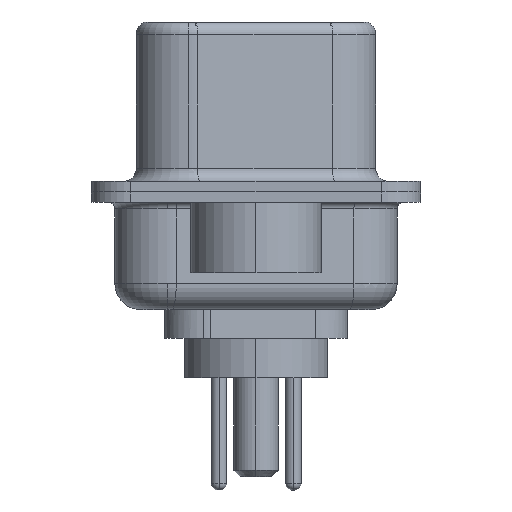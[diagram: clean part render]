
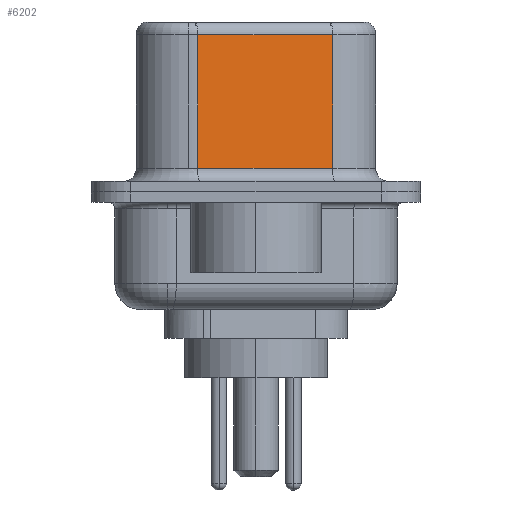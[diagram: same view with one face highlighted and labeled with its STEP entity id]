
A CAD part, left-side view. The second image highlights one B-rep face of the part: STEP entity #6202.
In plain terms, the highlighted planar face has unit normal (-0.985, -0.174, 0).
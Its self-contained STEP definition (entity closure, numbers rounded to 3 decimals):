
#301 = PLANE ( 'NONE',  #9785 ) ;
#1148 = CARTESIAN_POINT ( 'NONE',  ( 4.58, -2.927, 0.9 ) ) ;
#2388 = VERTEX_POINT ( 'NONE', #4089 ) ;
#2887 = VECTOR ( 'NONE', #14240, 1000. ) ;
#3017 = CARTESIAN_POINT ( 'NONE',  ( 3.67, 2.233, 6.52 ) ) ;
#3537 = ORIENTED_EDGE ( 'NONE', *, *, #19857, .T. ) ;
#4089 = CARTESIAN_POINT ( 'NONE',  ( 4.58, -2.927, 6.02 ) ) ;
#4613 = ORIENTED_EDGE ( 'NONE', *, *, #10115, .F. ) ;
#5015 = EDGE_CURVE ( 'NONE', #12916, #20926, #22626, .T. ) ;
#6202 = ADVANCED_FACE ( 'NONE', ( #14192 ), #301, .F. ) ;
#8029 = VECTOR ( 'NONE', #16888, 1000. ) ;
#9785 = AXIS2_PLACEMENT_3D ( 'NONE', #14416, #13449, #13090 ) ;
#10115 = EDGE_CURVE ( 'NONE', #2388, #20926, #21358, .T. ) ;
#10266 = EDGE_LOOP ( 'NONE', ( #4613, #3537, #13824, #16009 ) ) ;
#10892 = CARTESIAN_POINT ( 'NONE',  ( 4.58, -2.927, 6.52 ) ) ;
#11191 = VECTOR ( 'NONE', #20319, 1000. ) ;
#12699 = EDGE_CURVE ( 'NONE', #12841, #12916, #21708, .T. ) ;
#12841 = VERTEX_POINT ( 'NONE', #17264 ) ;
#12916 = VERTEX_POINT ( 'NONE', #20921 ) ;
#13090 = DIRECTION ( 'NONE',  ( -0.174, 0.985, 0. ) ) ;
#13449 = DIRECTION ( 'NONE',  ( 0.985, 0.174, 0. ) ) ;
#13824 = ORIENTED_EDGE ( 'NONE', *, *, #12699, .T. ) ;
#14192 = FACE_OUTER_BOUND ( 'NONE', #10266, .T. ) ;
#14240 = DIRECTION ( 'NONE',  ( 0., 0., -1. ) ) ;
#14416 = CARTESIAN_POINT ( 'NONE',  ( 4.58, -2.927, 6.52 ) ) ;
#14895 = DIRECTION ( 'NONE',  ( 0.174, -0.985, 0. ) ) ;
#16009 = ORIENTED_EDGE ( 'NONE', *, *, #5015, .T. ) ;
#16711 = LINE ( 'NONE', #18569, #11191 ) ;
#16888 = DIRECTION ( 'NONE',  ( 0., 0., -1. ) ) ;
#17264 = CARTESIAN_POINT ( 'NONE',  ( 3.67, 2.233, 6.02 ) ) ;
#17978 = VECTOR ( 'NONE', #14895, 1000. ) ;
#18569 = CARTESIAN_POINT ( 'NONE',  ( 4.58, -2.927, 6.02 ) ) ;
#19857 = EDGE_CURVE ( 'NONE', #2388, #12841, #16711, .T. ) ;
#20319 = DIRECTION ( 'NONE',  ( -0.174, 0.985, 0. ) ) ;
#20921 = CARTESIAN_POINT ( 'NONE',  ( 3.67, 2.233, 0.9 ) ) ;
#20926 = VERTEX_POINT ( 'NONE', #21064 ) ;
#21064 = CARTESIAN_POINT ( 'NONE',  ( 4.58, -2.927, 0.9 ) ) ;
#21358 = LINE ( 'NONE', #10892, #2887 ) ;
#21708 = LINE ( 'NONE', #3017, #8029 ) ;
#22626 = LINE ( 'NONE', #1148, #17978 ) ;
